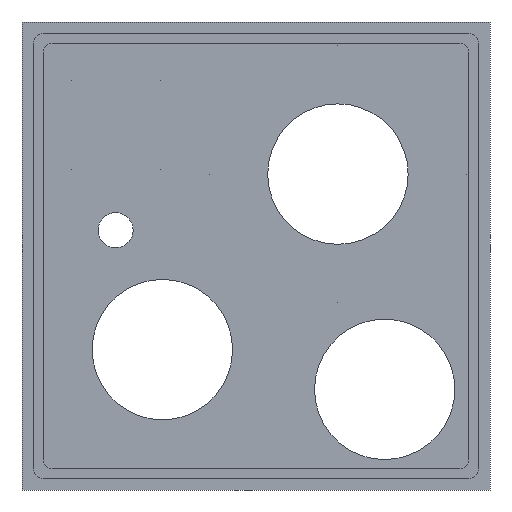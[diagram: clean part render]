
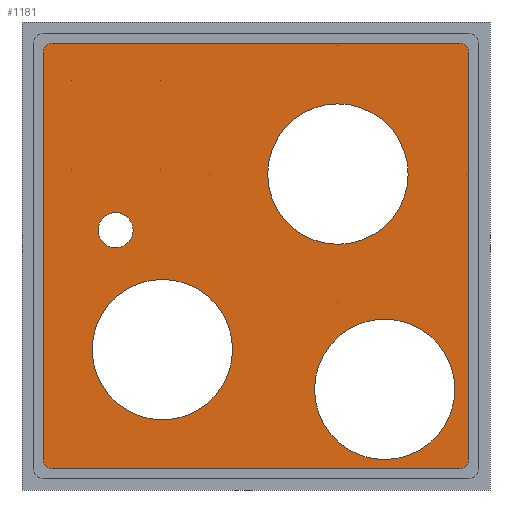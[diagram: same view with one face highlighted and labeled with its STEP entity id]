
A CAD part, front view. The second image highlights one B-rep face of the part: STEP entity #1181.
In plain terms, the highlighted planar face has unit normal (0, -1, 0).
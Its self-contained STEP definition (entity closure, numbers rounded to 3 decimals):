
#28=PLANE('',#1354);
#40=LINE('',#1897,#100);
#44=LINE('',#1909,#104);
#47=LINE('',#1920,#107);
#50=LINE('',#1929,#110);
#100=VECTOR('',#1568,10.);
#104=VECTOR('',#1580,10.);
#107=VECTOR('',#1591,10.);
#110=VECTOR('',#1602,10.);
#209=FACE_BOUND('',#463,.T.);
#210=FACE_BOUND('',#464,.T.);
#211=FACE_BOUND('',#465,.T.);
#212=FACE_BOUND('',#466,.T.);
#336=FACE_OUTER_BOUND('',#462,.T.);
#462=EDGE_LOOP('',(#1024,#1025,#1026,#1027,#1028,#1029,#1030,#1031));
#463=EDGE_LOOP('',(#1032));
#464=EDGE_LOOP('',(#1033));
#465=EDGE_LOOP('',(#1034));
#466=EDGE_LOOP('',(#1035));
#540=CIRCLE('',#1294,30.);
#542=CIRCLE('',#1297,7.5);
#544=CIRCLE('',#1300,30.);
#546=CIRCLE('',#1303,30.);
#548=CIRCLE('',#1306,4.);
#550=CIRCLE('',#1310,4.);
#552=CIRCLE('',#1314,4.);
#554=CIRCLE('',#1318,4.);
#620=VERTEX_POINT('',#1864);
#622=VERTEX_POINT('',#1869);
#624=VERTEX_POINT('',#1874);
#626=VERTEX_POINT('',#1879);
#628=VERTEX_POINT('',#1884);
#629=VERTEX_POINT('',#1885);
#633=VERTEX_POINT('',#1895);
#634=VERTEX_POINT('',#1899);
#637=VERTEX_POINT('',#1907);
#638=VERTEX_POINT('',#1911);
#639=VERTEX_POINT('',#1912);
#642=VERTEX_POINT('',#1923);
#732=EDGE_CURVE('',#620,#620,#540,.T.);
#734=EDGE_CURVE('',#622,#622,#542,.T.);
#736=EDGE_CURVE('',#624,#624,#544,.T.);
#738=EDGE_CURVE('',#626,#626,#546,.T.);
#740=EDGE_CURVE('',#628,#629,#548,.T.);
#746=EDGE_CURVE('',#633,#629,#40,.T.);
#747=EDGE_CURVE('',#633,#634,#550,.T.);
#752=EDGE_CURVE('',#637,#634,#44,.T.);
#753=EDGE_CURVE('',#638,#639,#552,.T.);
#757=EDGE_CURVE('',#628,#639,#47,.T.);
#759=EDGE_CURVE('',#637,#642,#554,.T.);
#762=EDGE_CURVE('',#638,#642,#50,.T.);
#1024=ORIENTED_EDGE('',*,*,#740,.T.);
#1025=ORIENTED_EDGE('',*,*,#746,.F.);
#1026=ORIENTED_EDGE('',*,*,#747,.T.);
#1027=ORIENTED_EDGE('',*,*,#752,.F.);
#1028=ORIENTED_EDGE('',*,*,#759,.T.);
#1029=ORIENTED_EDGE('',*,*,#762,.F.);
#1030=ORIENTED_EDGE('',*,*,#753,.T.);
#1031=ORIENTED_EDGE('',*,*,#757,.F.);
#1032=ORIENTED_EDGE('',*,*,#732,.T.);
#1033=ORIENTED_EDGE('',*,*,#734,.T.);
#1034=ORIENTED_EDGE('',*,*,#736,.T.);
#1035=ORIENTED_EDGE('',*,*,#738,.T.);
#1181=ADVANCED_FACE('',(#336,#209,#210,#211,#212),#28,.F.);
#1294=AXIS2_PLACEMENT_3D('',#1865,#1534,#1535);
#1297=AXIS2_PLACEMENT_3D('',#1870,#1540,#1541);
#1300=AXIS2_PLACEMENT_3D('',#1875,#1546,#1547);
#1303=AXIS2_PLACEMENT_3D('',#1880,#1552,#1553);
#1306=AXIS2_PLACEMENT_3D('',#1886,#1558,#1559);
#1310=AXIS2_PLACEMENT_3D('',#1900,#1571,#1572);
#1314=AXIS2_PLACEMENT_3D('',#1913,#1583,#1584);
#1318=AXIS2_PLACEMENT_3D('',#1924,#1595,#1596);
#1354=AXIS2_PLACEMENT_3D('',#2036,#1706,#1707);
#1534=DIRECTION('center_axis',(0.,1.,0.));
#1535=DIRECTION('ref_axis',(-1.,0.,0.));
#1540=DIRECTION('center_axis',(0.,1.,0.));
#1541=DIRECTION('ref_axis',(-1.,0.,0.));
#1546=DIRECTION('center_axis',(0.,1.,0.));
#1547=DIRECTION('ref_axis',(-1.,0.,0.));
#1552=DIRECTION('center_axis',(0.,1.,0.));
#1553=DIRECTION('ref_axis',(-1.,0.,0.));
#1558=DIRECTION('center_axis',(0.,-1.,0.));
#1559=DIRECTION('ref_axis',(-0.707,0.,0.707));
#1568=DIRECTION('',(0.,0.,1.));
#1571=DIRECTION('center_axis',(0.,-1.,0.));
#1572=DIRECTION('ref_axis',(-0.707,0.,-0.707));
#1580=DIRECTION('',(-1.,0.,0.));
#1583=DIRECTION('center_axis',(0.,-1.,0.));
#1584=DIRECTION('ref_axis',(0.707,0.,0.707));
#1591=DIRECTION('',(1.,0.,0.));
#1595=DIRECTION('center_axis',(0.,-1.,0.));
#1596=DIRECTION('ref_axis',(0.707,0.,-0.707));
#1602=DIRECTION('',(0.,0.,-1.));
#1706=DIRECTION('center_axis',(0.,1.,0.));
#1707=DIRECTION('ref_axis',(0.,0.,1.));
#1864=CARTESIAN_POINT('',(-35.,10.,-65.));
#1865=CARTESIAN_POINT('Origin',(-65.,10.,-65.));
#1869=CARTESIAN_POINT('',(-152.5,10.,-89.));
#1870=CARTESIAN_POINT('Origin',(-160.,10.,-89.));
#1874=CARTESIAN_POINT('',(-15.,10.,-157.));
#1875=CARTESIAN_POINT('Origin',(-45.,10.,-157.));
#1879=CARTESIAN_POINT('',(-110.,10.,-140.));
#1880=CARTESIAN_POINT('Origin',(-140.,10.,-140.));
#1884=CARTESIAN_POINT('',(-187.,10.,-9.));
#1885=CARTESIAN_POINT('',(-191.,10.,-13.));
#1886=CARTESIAN_POINT('Origin',(-187.,10.,-13.));
#1895=CARTESIAN_POINT('',(-191.,10.,-187.));
#1897=CARTESIAN_POINT('',(-191.,10.,-9.));
#1899=CARTESIAN_POINT('',(-187.,10.,-191.));
#1900=CARTESIAN_POINT('Origin',(-187.,10.,-187.));
#1907=CARTESIAN_POINT('',(-13.,10.,-191.));
#1909=CARTESIAN_POINT('',(-191.,10.,-191.));
#1911=CARTESIAN_POINT('',(-9.,10.,-13.));
#1912=CARTESIAN_POINT('',(-13.,10.,-9.));
#1913=CARTESIAN_POINT('Origin',(-13.,10.,-13.));
#1920=CARTESIAN_POINT('',(-9.,10.,-9.));
#1923=CARTESIAN_POINT('',(-9.,10.,-187.));
#1924=CARTESIAN_POINT('Origin',(-13.,10.,-187.));
#1929=CARTESIAN_POINT('',(-9.,10.,-191.));
#2036=CARTESIAN_POINT('Origin',(-100.,10.,-100.));
